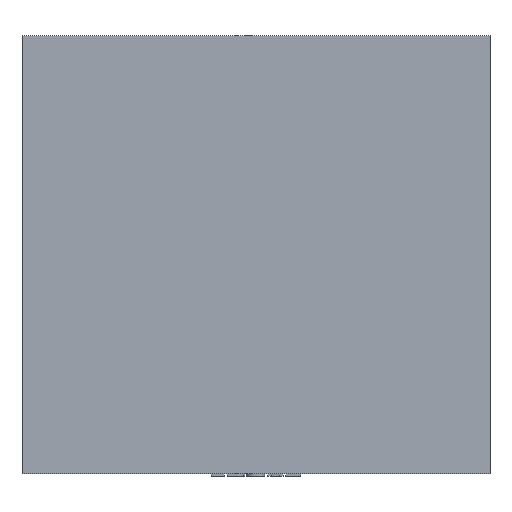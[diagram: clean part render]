
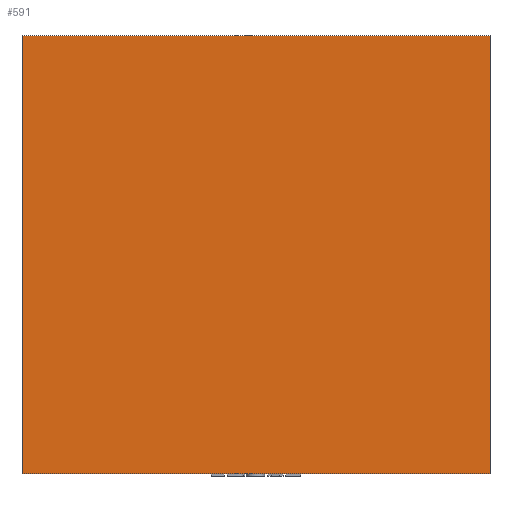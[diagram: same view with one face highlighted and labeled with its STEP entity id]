
A CAD part, top view. The second image highlights one B-rep face of the part: STEP entity #591.
In plain terms, the highlighted planar face has unit normal (0, 0, 1).
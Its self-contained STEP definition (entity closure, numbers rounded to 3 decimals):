
#591 = ADVANCED_FACE( '', ( #1694 ), #1695, .F. );
#1694 = FACE_OUTER_BOUND( '', #9629, .T. );
#1695 = PLANE( '', #9630 );
#9629 = EDGE_LOOP( '', ( #13036, #13037, #13038, #13039 ) );
#9630 = AXIS2_PLACEMENT_3D( '', #13040, #13041, #13042 );
#13036 = ORIENTED_EDGE( '', *, *, #13260, .T. );
#13037 = ORIENTED_EDGE( '', *, *, #13097, .F. );
#13038 = ORIENTED_EDGE( '', *, *, #14242, .F. );
#13039 = ORIENTED_EDGE( '', *, *, #14289, .T. );
#13040 = CARTESIAN_POINT( '', ( 298.45, -279.4, 53.975 ) );
#13041 = DIRECTION( '', ( 0., 0., -1. ) );
#13042 = DIRECTION( '', ( -1., 0., 0. ) );
#13097 = EDGE_CURVE( '', #14396, #14394, #14398, .T. );
#13260 = EDGE_CURVE( '', #14671, #14394, #14672, .T. );
#14242 = EDGE_CURVE( '', #16183, #14396, #16185, .T. );
#14289 = EDGE_CURVE( '', #16183, #14671, #16250, .T. );
#14394 = VERTEX_POINT( '', #16473 );
#14396 = VERTEX_POINT( '', #16476 );
#14398 = LINE( '', #16479, #16480 );
#14671 = VERTEX_POINT( '', #17557 );
#14672 = LINE( '', #17558, #17559 );
#16183 = VERTEX_POINT( '', #22706 );
#16185 = LINE( '', #22709, #22710 );
#16250 = LINE( '', #22821, #22822 );
#16473 = CARTESIAN_POINT( '', ( -298.45, 279.4, 53.975 ) );
#16476 = CARTESIAN_POINT( '', ( -298.45, -279.4, 53.975 ) );
#16479 = CARTESIAN_POINT( '', ( -298.45, -279.4, 53.975 ) );
#16480 = VECTOR( '', #22873, 1000. );
#17557 = CARTESIAN_POINT( '', ( 298.45, 279.4, 53.975 ) );
#17558 = CARTESIAN_POINT( '', ( 298.45, 279.4, 53.975 ) );
#17559 = VECTOR( '', #23033, 1000. );
#22706 = CARTESIAN_POINT( '', ( 298.45, -279.4, 53.975 ) );
#22709 = CARTESIAN_POINT( '', ( 298.45, -279.4, 53.975 ) );
#22710 = VECTOR( '', #24214, 1000. );
#22821 = CARTESIAN_POINT( '', ( 298.45, -279.4, 53.975 ) );
#22822 = VECTOR( '', #24243, 1000. );
#22873 = DIRECTION( '', ( 0., 1., 0. ) );
#23033 = DIRECTION( '', ( -1., 0., 0. ) );
#24214 = DIRECTION( '', ( -1., 0., 0. ) );
#24243 = DIRECTION( '', ( 0., 1., 0. ) );
